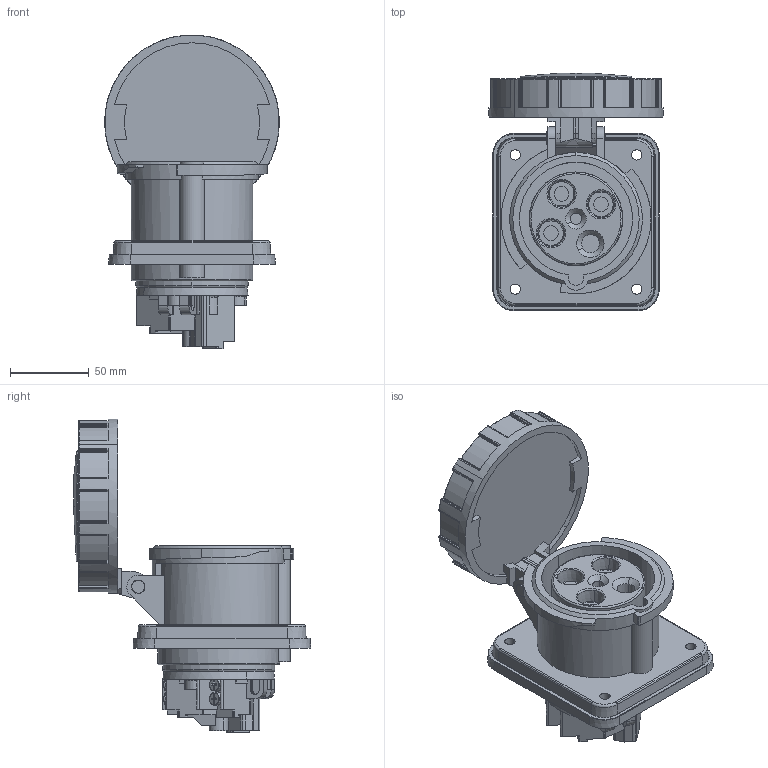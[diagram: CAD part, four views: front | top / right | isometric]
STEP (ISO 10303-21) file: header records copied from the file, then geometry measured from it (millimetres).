
FILE_DESCRIPTION (( 'STEP AP203' ), '1' );
FILE_NAME ('BRY460R5W.step', '2022-08-17T19:43:21', ( '' ), ( '' ), 'SwSTEP 2.0', 'SolidWorks 2021', '' );
FILE_SCHEMA (( 'CONFIG_CONTROL_DESIGN' ));
Length unit declared in the file: millimetre
Products named in the file (1): BRY460R5W
Bounding box: 110.31 x 150.27 x 198.66 mm (x, y, z)
Volume: 686248.5 mm3; surface area: 130312 mm2
Topology: 2 solids, 3 shells, 1649 faces, 4423 edges, 2838 vertices
Faces by surface type: plane 650, cylinder 558, torus 187, bspline 150, cone 100, sphere 4
Entity records: 54188 total; most frequent: CARTESIAN_POINT 13887, ORIENTED_EDGE 8814, DIRECTION 8093, EDGE_CURVE 4407, AXIS2_PLACEMENT_3D 2962, VERTEX_POINT 2838, LINE 2169, VECTOR 2169
